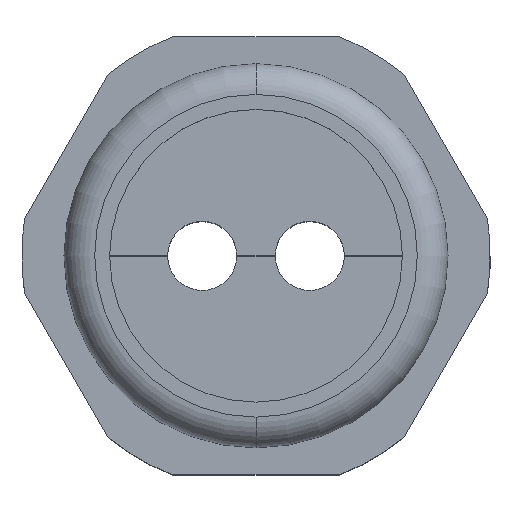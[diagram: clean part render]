
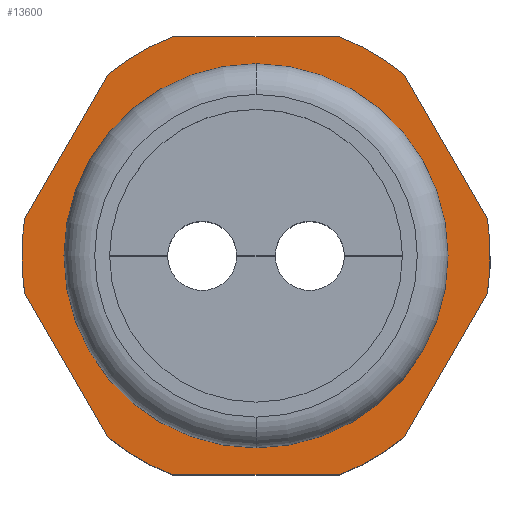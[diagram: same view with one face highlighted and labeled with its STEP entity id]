
A CAD part, top view. The second image highlights one B-rep face of the part: STEP entity #13600.
In plain terms, the highlighted planar face has unit normal (0, 0, 1).
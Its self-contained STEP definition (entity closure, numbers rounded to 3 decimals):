
#12320=CARTESIAN_POINT('',(-28.55,0.,18.9));
#12330=DIRECTION('',(0.,0.,1.));
#12340=DIRECTION('',(1.,0.,0.));
#12350=AXIS2_PLACEMENT_3D('',#12320,#12330,#12340);
#12360=PLANE('',#12350);
#12370=CARTESIAN_POINT('',(-78.5,0.,18.9));
#12380=DIRECTION('',(0.,1.,0.));
#12390=VECTOR('',#12380,1.);
#12400=LINE('',#12370,#12390);
#12410=CARTESIAN_POINT('',(-78.5,-10.863,18.9));
#12420=VERTEX_POINT('',#12410);
#12430=CARTESIAN_POINT('',(-78.5,10.863,18.9));
#12440=VERTEX_POINT('',#12430);
#12450=EDGE_CURVE('',#12420,#12440,#12400,.T.);
#12460=ORIENTED_EDGE('',*,*,#12450,.F.);
#12470=CARTESIAN_POINT('',(-50.,0.,18.9));
#12480=DIRECTION('',(0.,0.,1.));
#12490=DIRECTION('',(0.,1.,0.));
#12500=AXIS2_PLACEMENT_3D('',#12470,#12480,#12490);
#12510=CIRCLE('',#12500,30.5);
#12520=CARTESIAN_POINT('',(-73.657,19.25,18.9));
#12530=VERTEX_POINT('',#12520);
#12540=EDGE_CURVE('',#12530,#12440,#12510,.T.);
#12550=ORIENTED_EDGE('',*,*,#12540,.T.);
#12560=CARTESIAN_POINT('',(-100.,4.041,18.9));
#12570=DIRECTION('',(0.866,0.5,0.));
#12580=VECTOR('',#12570,1.);
#12590=LINE('',#12560,#12580);
#12600=CARTESIAN_POINT('',(-54.843,30.113,18.9));
#12610=VERTEX_POINT('',#12600);
#12620=EDGE_CURVE('',#12530,#12610,#12590,.T.);
#12630=ORIENTED_EDGE('',*,*,#12620,.F.);
#12640=CARTESIAN_POINT('',(-50.,0.,18.9));
#12650=DIRECTION('',(0.,0.,1.));
#12660=DIRECTION('',(0.,1.,0.));
#12670=AXIS2_PLACEMENT_3D('',#12640,#12650,#12660);
#12680=CIRCLE('',#12670,30.5);
#12690=CARTESIAN_POINT('',(-45.157,30.113,18.9));
#12700=VERTEX_POINT('',#12690);
#12710=EDGE_CURVE('',#12700,#12610,#12680,.T.);
#12720=ORIENTED_EDGE('',*,*,#12710,.T.);
#12730=CARTESIAN_POINT('',(-100.,61.776,18.9));
#12740=DIRECTION('',(0.866,-0.5,0.));
#12750=VECTOR('',#12740,1.);
#12760=LINE('',#12730,#12750);
#12770=CARTESIAN_POINT('',(-26.343,19.25,18.9));
#12780=VERTEX_POINT('',#12770);
#12790=EDGE_CURVE('',#12700,#12780,#12760,.T.);
#12800=ORIENTED_EDGE('',*,*,#12790,.F.);
#12810=CARTESIAN_POINT('',(-50.,0.,18.9));
#12820=DIRECTION('',(0.,0.,1.));
#12830=DIRECTION('',(0.,1.,0.));
#12840=AXIS2_PLACEMENT_3D('',#12810,#12820,#12830);
#12850=CIRCLE('',#12840,30.5);
#12860=CARTESIAN_POINT('',(-21.5,10.863,18.9));
#12870=VERTEX_POINT('',#12860);
#12880=EDGE_CURVE('',#12870,#12780,#12850,.T.);
#12890=ORIENTED_EDGE('',*,*,#12880,.T.);
#12900=CARTESIAN_POINT('',(-21.5,0.,18.9));
#12910=DIRECTION('',(0.,-1.,0.));
#12920=VECTOR('',#12910,1.);
#12930=LINE('',#12900,#12920);
#12940=CARTESIAN_POINT('',(-21.5,-10.863,18.9));
#12950=VERTEX_POINT('',#12940);
#12960=EDGE_CURVE('',#12870,#12950,#12930,.T.);
#12970=ORIENTED_EDGE('',*,*,#12960,.F.);
#12980=CARTESIAN_POINT('',(-50.,0.,18.9));
#12990=DIRECTION('',(0.,0.,1.));
#13000=DIRECTION('',(0.,1.,0.));
#13010=AXIS2_PLACEMENT_3D('',#12980,#12990,#13000);
#13020=CIRCLE('',#13010,30.5);
#13030=CARTESIAN_POINT('',(-26.343,-19.25,18.9));
#13040=VERTEX_POINT('',#13030);
#13050=EDGE_CURVE('',#13040,#12950,#13020,.T.);
#13060=ORIENTED_EDGE('',*,*,#13050,.T.);
#13070=CARTESIAN_POINT('',(-100.,-61.776,18.9));
#13080=DIRECTION('',(-0.866,-0.5,0.));
#13090=VECTOR('',#13080,1.);
#13100=LINE('',#13070,#13090);
#13110=CARTESIAN_POINT('',(-45.157,-30.113,18.9));
#13120=VERTEX_POINT('',#13110);
#13130=EDGE_CURVE('',#13040,#13120,#13100,.T.);
#13140=ORIENTED_EDGE('',*,*,#13130,.F.);
#13150=CARTESIAN_POINT('',(-50.,0.,18.9));
#13160=DIRECTION('',(0.,0.,1.));
#13170=DIRECTION('',(0.,1.,0.));
#13180=AXIS2_PLACEMENT_3D('',#13150,#13160,#13170);
#13190=CIRCLE('',#13180,30.5);
#13200=CARTESIAN_POINT('',(-54.843,-30.113,18.9));
#13210=VERTEX_POINT('',#13200);
#13220=EDGE_CURVE('',#13210,#13120,#13190,.T.);
#13230=ORIENTED_EDGE('',*,*,#13220,.T.);
#13240=CARTESIAN_POINT('',(-100.,-4.041,18.9));
#13250=DIRECTION('',(-0.866,0.5,0.));
#13260=VECTOR('',#13250,1.);
#13270=LINE('',#13240,#13260);
#13280=CARTESIAN_POINT('',(-73.657,-19.25,18.9));
#13290=VERTEX_POINT('',#13280);
#13300=EDGE_CURVE('',#13210,#13290,#13270,.T.);
#13310=ORIENTED_EDGE('',*,*,#13300,.F.);
#13320=CARTESIAN_POINT('',(-50.,0.,18.9));
#13330=DIRECTION('',(0.,0.,1.));
#13340=DIRECTION('',(0.,1.,0.));
#13350=AXIS2_PLACEMENT_3D('',#13320,#13330,#13340);
#13360=CIRCLE('',#13350,30.5);
#13370=EDGE_CURVE('',#12420,#13290,#13360,.T.);
#13380=ORIENTED_EDGE('',*,*,#13370,.T.);
#13390=EDGE_LOOP('',(#13380,#13310,#13230,#13140,#13060,#12970,#12890,
#12800,#12720,#12630,#12550,#12460));
#13400=FACE_OUTER_BOUND('',#13390,.T.);
#13410=CARTESIAN_POINT('',(-50.,0.,18.9));
#13420=DIRECTION('',(0.,0.,1.));
#13430=DIRECTION('',(1.,0.,0.));
#13440=AXIS2_PLACEMENT_3D('',#13410,#13420,#13430);
#13450=CIRCLE('',#13440,25.);
#13460=CARTESIAN_POINT('',(-50.,25.,18.9));
#13470=VERTEX_POINT('',#13460);
#13480=CARTESIAN_POINT('',(-75.,0.,18.9));
#13490=VERTEX_POINT('',#13480);
#13500=EDGE_CURVE('',#13470,#13490,#13450,.T.);
#13510=ORIENTED_EDGE('',*,*,#13500,.F.);
#13520=CARTESIAN_POINT('',(-25.,0.,18.9));
#13530=VERTEX_POINT('',#13520);
#13540=EDGE_CURVE('',#13490,#13530,#13450,.T.);
#13550=ORIENTED_EDGE('',*,*,#13540,.F.);
#13560=EDGE_CURVE('',#13530,#13470,#13450,.T.);
#13570=ORIENTED_EDGE('',*,*,#13560,.F.);
#13580=EDGE_LOOP('',(#13570,#13550,#13510));
#13590=FACE_BOUND('',#13580,.T.);
#13600=ADVANCED_FACE('',(#13400,#13590),#12360,.T.);
